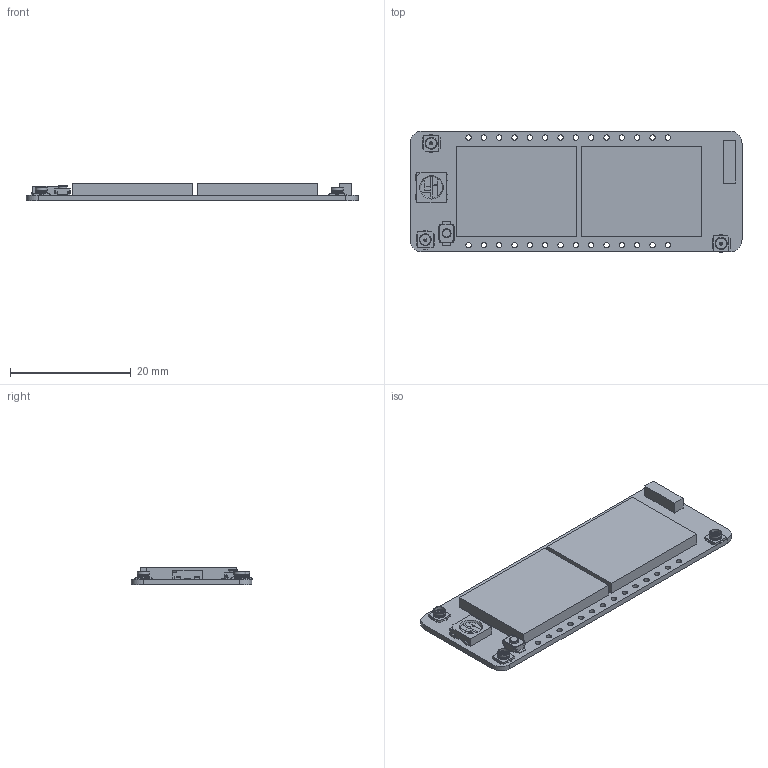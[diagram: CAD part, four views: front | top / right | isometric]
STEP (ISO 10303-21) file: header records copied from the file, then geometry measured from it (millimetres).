
FILE_DESCRIPTION(('FreeCAD Model'),'2;1');
FILE_NAME('LoPy_without_headers.step','2020-08-25T12:38:49' ,('Author'),(''),'Open CASCADE STEP processor 7.3','FreeCAD','Unknown' );
FILE_SCHEMA(('AUTOMOTIVE_DESIGN { 1 0 10303 214 1 1 1 1 }'));
Length unit declared in the file: millimetre
Products named in the file (25): PCB; Board; Open_CASCADE_STEP_translator_6.8_2.1.1; S1; TACT_SW_RGB8421504; SOLID208; ANT4; U.FL_RGB8421504; SOLID228; ANT3; U.FL_RGB8421505; SOLID229; ANT2; 7604879744; Extruded; ANT1; U.FL_RGB8421506; SOLID230; D1; WS2812_RGB_LED_updated_RGB8421504; SHIELD; 7347476160; Extruded001; 7347476160001; Extruded002
Assembly tree (24 placements, depth 4):
  PCB
    Board
      Open_CASCADE_STEP_translator_6.8_2.1.1
    S1
      TACT_SW_RGB8421504
        SOLID208
    ANT4
      U.FL_RGB8421504
        SOLID228
    ANT3
      U.FL_RGB8421505
        SOLID229
    ANT2
      7604879744
        Extruded
    ANT1
      U.FL_RGB8421506
        SOLID230
    D1
      WS2812_RGB_LED_updated_RGB8421504
    SHIELD
      7347476160
        Extruded001
      7347476160001
        Extruded002
Bounding box: 55 x 20.15 x 2.92 mm (x, y, z)
Volume: 2277.5 mm3; surface area: 4128.9 mm2
Topology: 9 solids, 9 shells, 575 faces, 1534 edges, 960 vertices
Faces by surface type: plane 340, cylinder 179, torus 26, sphere 17, cone 7, bspline 6
Full cylindrical faces by diameter (mm): 0.889 x28, 1.146 x1, 1.5 x1
Entity records: 44325 total; most frequent: CARTESIAN_POINT 10887, DIRECTION 5865, LINE 3692, VECTOR 3692, ORIENTED_EDGE 3034, PCURVE 3034, DEFINITIONAL_REPRESENTATION 3034, EDGE_CURVE 1517
